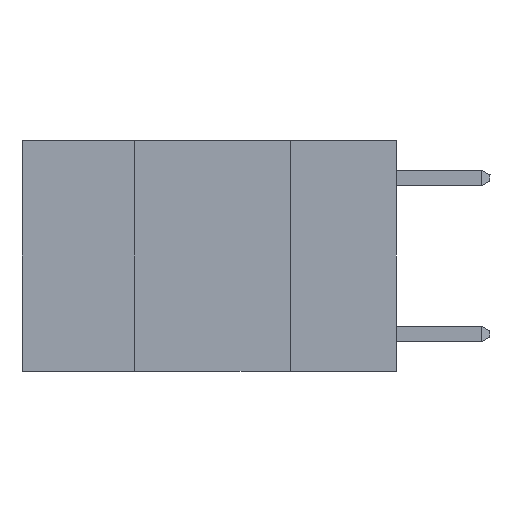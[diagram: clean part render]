
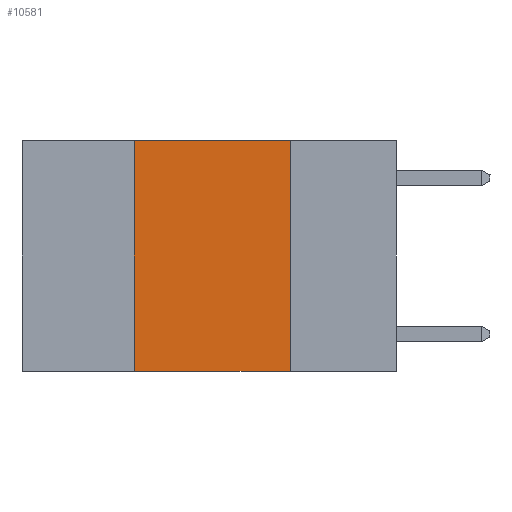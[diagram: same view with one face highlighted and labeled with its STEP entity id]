
A CAD part, left-side view. The second image highlights one B-rep face of the part: STEP entity #10581.
In plain terms, the highlighted planar face has unit normal (-1, 0, 0).
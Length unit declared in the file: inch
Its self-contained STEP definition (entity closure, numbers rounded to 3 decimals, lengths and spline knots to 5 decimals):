
#98 = EDGE_CURVE ( 'NONE', #3986, #7309, #7250, .T. ) ;
#661 = CARTESIAN_POINT ( 'NONE',  ( 0., 0.42, 0. ) ) ;
#766 = PLANE ( 'NONE',  #4463 ) ;
#840 = LINE ( 'NONE', #7572, #9709 ) ;
#845 = DIRECTION ( 'NONE',  ( 0., 0., -1. ) ) ;
#1167 = VERTEX_POINT ( 'NONE', #11033 ) ;
#2229 = VECTOR ( 'NONE', #2996, 39.37008 ) ;
#2644 = ORIENTED_EDGE ( 'NONE', *, *, #98, .T. ) ;
#2996 = DIRECTION ( 'NONE',  ( 0., 0., -1. ) ) ;
#3018 = VECTOR ( 'NONE', #6193, 39.37008 ) ;
#3141 = FACE_OUTER_BOUND ( 'NONE', #8617, .T. ) ;
#3428 = CARTESIAN_POINT ( 'NONE',  ( 0., 0.17, -0.37 ) ) ;
#3722 = CARTESIAN_POINT ( 'NONE',  ( 0., 0.42, -0.37 ) ) ;
#3808 = DIRECTION ( 'NONE',  ( 0., -1., 0. ) ) ;
#3986 = VERTEX_POINT ( 'NONE', #3722 ) ;
#4463 = AXIS2_PLACEMENT_3D ( 'NONE', #5111, #5969, #845 ) ;
#4651 = CARTESIAN_POINT ( 'NONE',  ( 0., 0.6, 0. ) ) ;
#4873 = ORIENTED_EDGE ( 'NONE', *, *, #7674, .F. ) ;
#4893 = VECTOR ( 'NONE', #3808, 39.37008 ) ;
#5111 = CARTESIAN_POINT ( 'NONE',  ( 0., 0.6, 0. ) ) ;
#5969 = DIRECTION ( 'NONE',  ( 1., 0., 0. ) ) ;
#6193 = DIRECTION ( 'NONE',  ( 0., -1., 0. ) ) ;
#7035 = LINE ( 'NONE', #8089, #2229 ) ;
#7250 = LINE ( 'NONE', #11134, #3018 ) ;
#7309 = VERTEX_POINT ( 'NONE', #3428 ) ;
#7367 = ORIENTED_EDGE ( 'NONE', *, *, #10528, .F. ) ;
#7409 = LINE ( 'NONE', #4651, #4893 ) ;
#7572 = CARTESIAN_POINT ( 'NONE',  ( 0., 0.42, 0. ) ) ;
#7674 = EDGE_CURVE ( 'NONE', #1167, #7309, #7035, .T. ) ;
#8089 = CARTESIAN_POINT ( 'NONE',  ( 0., 0.17, 0. ) ) ;
#8308 = EDGE_CURVE ( 'NONE', #9957, #1167, #7409, .T. ) ;
#8465 = DIRECTION ( 'NONE',  ( 0., 0., 1. ) ) ;
#8617 = EDGE_LOOP ( 'NONE', ( #4873, #8627, #7367, #2644 ) ) ;
#8627 = ORIENTED_EDGE ( 'NONE', *, *, #8308, .F. ) ;
#9709 = VECTOR ( 'NONE', #8465, 39.37008 ) ;
#9957 = VERTEX_POINT ( 'NONE', #661 ) ;
#10528 = EDGE_CURVE ( 'NONE', #3986, #9957, #840, .T. ) ;
#10581 = ADVANCED_FACE ( 'NONE', ( #3141 ), #766, .F. ) ;
#11033 = CARTESIAN_POINT ( 'NONE',  ( 0., 0.17, 0. ) ) ;
#11134 = CARTESIAN_POINT ( 'NONE',  ( 0., 0.6, -0.37 ) ) ;
